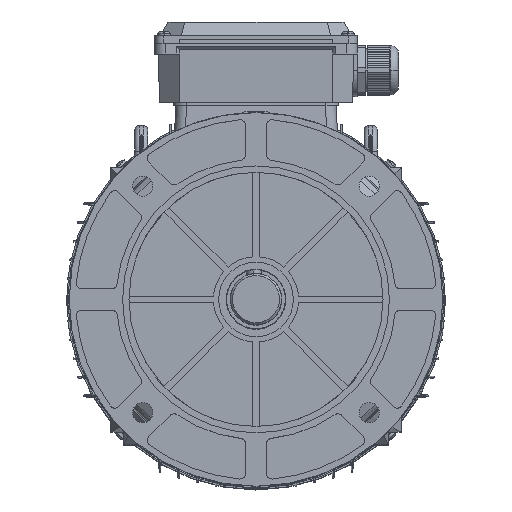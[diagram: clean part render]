
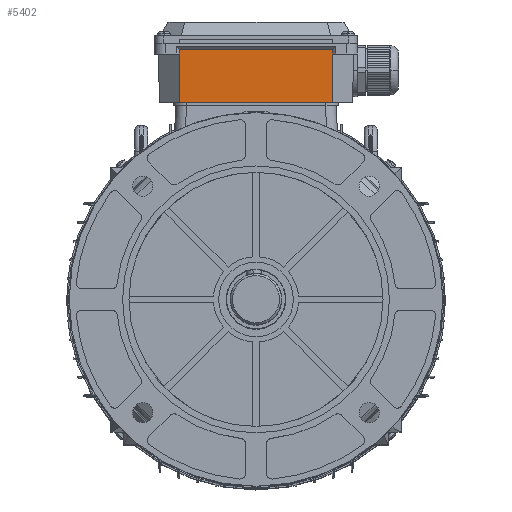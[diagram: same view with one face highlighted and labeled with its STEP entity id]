
A CAD part, top view. The second image highlights one B-rep face of the part: STEP entity #5402.
In plain terms, the highlighted face is planar.
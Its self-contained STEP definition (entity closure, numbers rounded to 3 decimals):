
#1632 = EDGE_CURVE ( 'NONE', #1633, #1634, #50686, .T. ) ;
#1633 = VERTEX_POINT ( 'NONE', #50782 ) ;
#1634 = VERTEX_POINT ( 'NONE', #50780 ) ;
#3052 = EDGE_CURVE ( 'NONE', #1633, #3054, #55064, .T. ) ;
#3054 = VERTEX_POINT ( 'NONE', #55057 ) ;
#3126 = VERTEX_POINT ( 'NONE', #55308 ) ;
#3131 = EDGE_CURVE ( 'NONE', #1634, #3126, #55291, .T. ) ;
#5236 = VERTEX_POINT ( 'NONE', #140490 ) ;
#5238 = EDGE_CURVE ( 'NONE', #5239, #5236, #140733, .T. ) ;
#5239 = VERTEX_POINT ( 'NONE', #140722 ) ;
#5320 = EDGE_CURVE ( 'NONE', #5406, #3054, #141199, .T. ) ;
#5321 = ORIENTED_EDGE ( 'NONE', *, *, #3052, .F. ) ;
#5322 = ORIENTED_EDGE ( 'NONE', *, *, #1632, .T. ) ;
#5323 = ORIENTED_EDGE ( 'NONE', *, *, #3131, .T. ) ;
#5324 = ORIENTED_EDGE ( 'NONE', *, *, #5387, .T. ) ;
#5387 = EDGE_CURVE ( 'NONE', #3126, #5388, #141766, .T. ) ;
#5388 = VERTEX_POINT ( 'NONE', #142019 ) ;
#5389 = ORIENTED_EDGE ( 'NONE', *, *, #5390, .F. ) ;
#5390 = EDGE_CURVE ( 'NONE', #5239, #5388, #142013, .T. ) ;
#5391 = ORIENTED_EDGE ( 'NONE', *, *, #5238, .T. ) ;
#5402 = ADVANCED_FACE ( 'NONE', ( #141943 ), #141940, .T. ) ;
#5403 = EDGE_LOOP ( 'NONE', ( #5404, #5407, #5321, #5322, #5323, #5324, #5389, #5391 ) ) ;
#5404 = ORIENTED_EDGE ( 'NONE', *, *, #5405, .F. ) ;
#5405 = EDGE_CURVE ( 'NONE', #5406, #5236, #141911, .T. ) ;
#5406 = VERTEX_POINT ( 'NONE', #141895 ) ;
#5407 = ORIENTED_EDGE ( 'NONE', *, *, #5320, .T. ) ;
#50683 = VECTOR ( 'NONE', #50784, 1000. ) ;
#50684 = CARTESIAN_POINT ( 'NONE',  ( -90.184, -52., 72. ) ) ;
#50686 = LINE ( 'NONE', #50684, #50683 ) ;
#50780 = CARTESIAN_POINT ( 'NONE',  ( -90.184, -52., 71.248 ) ) ;
#50782 = CARTESIAN_POINT ( 'NONE',  ( -90.184, -52., -71.248 ) ) ;
#50784 = DIRECTION ( 'NONE',  ( 0., 0., 1. ) ) ;
#55057 = CARTESIAN_POINT ( 'NONE',  ( -91.756, -7., -71.899 ) ) ;
#55060 = DIRECTION ( 'NONE',  ( -0.035, 0.999, -0.014 ) ) ;
#55062 = VECTOR ( 'NONE', #55060, 1000. ) ;
#55063 = CARTESIAN_POINT ( 'NONE',  ( -92., 0., -72. ) ) ;
#55064 = LINE ( 'NONE', #55063, #55062 ) ;
#55286 = DIRECTION ( 'NONE',  ( -0.035, 0.999, 0.014 ) ) ;
#55288 = VECTOR ( 'NONE', #55286, 1000. ) ;
#55290 = CARTESIAN_POINT ( 'NONE',  ( -92., 0., 72. ) ) ;
#55291 = LINE ( 'NONE', #55290, #55288 ) ;
#55308 = CARTESIAN_POINT ( 'NONE',  ( -91.756, -7., 71.899 ) ) ;
#140490 = CARTESIAN_POINT ( 'NONE',  ( -91.891, -3.109, -71.81 ) ) ;
#140722 = CARTESIAN_POINT ( 'NONE',  ( -91.891, -3.109, 71.81 ) ) ;
#140726 = DIRECTION ( 'NONE',  ( 0., 0., -1. ) ) ;
#140729 = VECTOR ( 'NONE', #140726, 1000. ) ;
#140731 = CARTESIAN_POINT ( 'NONE',  ( -91.891, -3.109, 72. ) ) ;
#140733 = LINE ( 'NONE', #140731, #140729 ) ;
#141189 = DIRECTION ( 'NONE',  ( 0., 0., -1. ) ) ;
#141192 = VECTOR ( 'NONE', #141189, 1000. ) ;
#141195 = CARTESIAN_POINT ( 'NONE',  ( -91.756, -7., 72. ) ) ;
#141199 = LINE ( 'NONE', #141195, #141192 ) ;
#141755 = DIRECTION ( 'NONE',  ( 0., 0., -1. ) ) ;
#141758 = VECTOR ( 'NONE', #141755, 1000. ) ;
#141762 = CARTESIAN_POINT ( 'NONE',  ( -91.756, -7., 72. ) ) ;
#141766 = LINE ( 'NONE', #141762, #141758 ) ;
#141895 = CARTESIAN_POINT ( 'NONE',  ( -91.756, -7., -71.674 ) ) ;
#141901 = DIRECTION ( 'NONE',  ( -0.035, 0.999, -0.035 ) ) ;
#141904 = VECTOR ( 'NONE', #141901, 1000. ) ;
#141908 = CARTESIAN_POINT ( 'NONE',  ( -91.825, -5.014, -71.743 ) ) ;
#141911 = LINE ( 'NONE', #141908, #141904 ) ;
#141918 = DIRECTION ( 'NONE',  ( 0.035, -0.999, 0. ) ) ;
#141921 = DIRECTION ( 'NONE',  ( -0.999, -0.035, 0. ) ) ;
#141922 = CARTESIAN_POINT ( 'NONE',  ( -92., 0., 72. ) ) ;
#141926 = AXIS2_PLACEMENT_3D ( 'NONE', #141922, #141921, #141918 ) ;
#141940 = PLANE ( 'NONE',  #141926 ) ;
#141943 = FACE_OUTER_BOUND ( 'NONE', #5403, .T. ) ;
#142006 = DIRECTION ( 'NONE',  ( 0.035, -0.999, -0.035 ) ) ;
#142007 = VECTOR ( 'NONE', #142006, 1000. ) ;
#142011 = CARTESIAN_POINT ( 'NONE',  ( -92., 0.003, 71.918 ) ) ;
#142013 = LINE ( 'NONE', #142011, #142007 ) ;
#142019 = CARTESIAN_POINT ( 'NONE',  ( -91.756, -7., 71.674 ) ) ;
